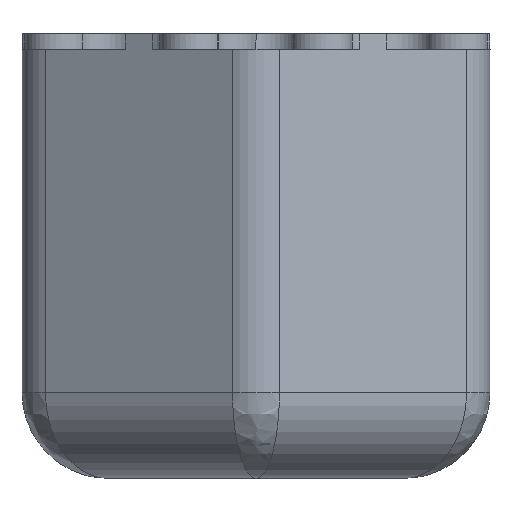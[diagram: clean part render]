
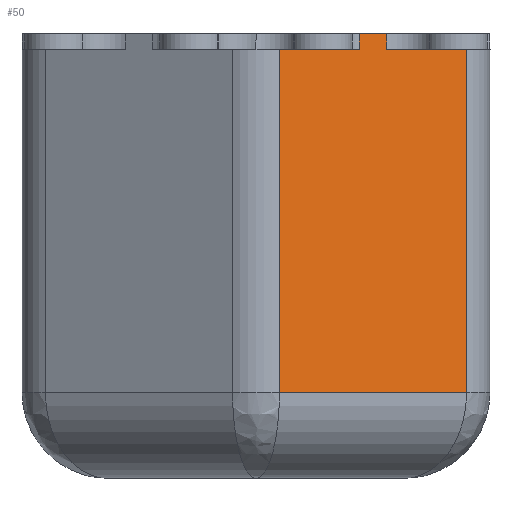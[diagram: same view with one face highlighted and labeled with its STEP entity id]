
A CAD part, front view. The second image highlights one B-rep face of the part: STEP entity #50.
In plain terms, the highlighted planar face has unit normal (0.5, -0.866, 0).
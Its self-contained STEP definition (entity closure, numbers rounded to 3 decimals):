
#50=ADVANCED_FACE('',(#194),#196,.T.);
#194=FACE_BOUND('',#195,.T.);
#195=EDGE_LOOP('',(#1906,#1907,#1908,#1909,#1910,#1911,#1912,#1913));
#196=PLANE('',#197);
#197=AXIS2_PLACEMENT_3D('',#198,#199,#200);
#198=CARTESIAN_POINT('',(0.,-34.641,0.));
#199=DIRECTION('',(0.5,-0.866,0.));
#200=DIRECTION('',(0.866,0.5,0.));
#1906=ORIENTED_EDGE('',*,*,#2470,.F.);
#1907=ORIENTED_EDGE('',*,*,#2471,.T.);
#1908=ORIENTED_EDGE('',*,*,#2472,.T.);
#1909=ORIENTED_EDGE('',*,*,#2473,.F.);
#1910=ORIENTED_EDGE('',*,*,#2474,.F.);
#1911=ORIENTED_EDGE('',*,*,#2456,.F.);
#1912=ORIENTED_EDGE('',*,*,#2475,.F.);
#1913=ORIENTED_EDGE('',*,*,#2476,.F.);
#2456=EDGE_CURVE('',#2789,#2791,#2792,.T.);
#2470=EDGE_CURVE('',#2818,#2819,#2820,.T.);
#2471=EDGE_CURVE('',#2818,#2821,#2822,.T.);
#2472=EDGE_CURVE('',#2821,#2823,#2824,.T.);
#2473=EDGE_CURVE('',#2825,#2823,#2826,.F.);
#2474=EDGE_CURVE('',#2791,#2825,#2827,.T.);
#2475=EDGE_CURVE('',#2828,#2789,#2829,.T.);
#2476=EDGE_CURVE('',#2819,#2828,#2830,.F.);
#2789=VERTEX_POINT('',#3378);
#2791=VERTEX_POINT('',#3383);
#2792=LINE('',#3384,#3385);
#2818=VERTEX_POINT('',#3446);
#2819=VERTEX_POINT('',#3447);
#2820=LINE('',#3448,#3449);
#2821=VERTEX_POINT('',#3451);
#2822=LINE('',#3452,#3453);
#2823=VERTEX_POINT('',#3455);
#2824=LINE('',#3456,#3457);
#2825=VERTEX_POINT('',#3459);
#2826=LINE('',#3460,#3461);
#2827=LINE('',#3463,#3464);
#2828=VERTEX_POINT('',#3466);
#2829=LINE('',#3467,#3468);
#2830=LINE('',#3470,#3471);
#3378=CARTESIAN_POINT('',(13.268,-26.981,57.));
#3383=CARTESIAN_POINT('',(16.732,-24.981,57.));
#3384=CARTESIAN_POINT('',(13.268,-26.981,57.));
#3385=VECTOR('',#3386,1.);
#3386=DIRECTION('',(0.866,0.5,0.));
#3446=CARTESIAN_POINT('',(3.,-32.909,11.));
#3447=CARTESIAN_POINT('',(3.,-32.909,55.));
#3448=CARTESIAN_POINT('',(3.,-32.909,11.));
#3449=VECTOR('',#3450,1.);
#3450=DIRECTION('',(0.,0.,1.));
#3451=CARTESIAN_POINT('',(27.,-19.053,11.));
#3452=CARTESIAN_POINT('',(3.,-32.909,11.));
#3453=VECTOR('',#3454,1.);
#3454=DIRECTION('',(0.866,0.5,0.));
#3455=CARTESIAN_POINT('',(27.,-19.053,55.));
#3456=CARTESIAN_POINT('',(27.,-19.053,11.));
#3457=VECTOR('',#3458,1.);
#3458=DIRECTION('',(0.,0.,1.));
#3459=CARTESIAN_POINT('',(16.732,-24.981,55.));
#3460=CARTESIAN_POINT('',(27.,-19.053,55.));
#3461=VECTOR('',#3462,1.);
#3462=DIRECTION('',(-0.866,-0.5,0.));
#3463=CARTESIAN_POINT('',(16.732,-24.981,57.));
#3464=VECTOR('',#3465,1.);
#3465=DIRECTION('',(0.,0.,-1.));
#3466=CARTESIAN_POINT('',(13.268,-26.981,55.));
#3467=CARTESIAN_POINT('',(13.268,-26.981,55.));
#3468=VECTOR('',#3469,1.);
#3469=DIRECTION('',(0.,0.,1.));
#3470=CARTESIAN_POINT('',(13.268,-26.981,55.));
#3471=VECTOR('',#3472,1.);
#3472=DIRECTION('',(-0.866,-0.5,0.));
